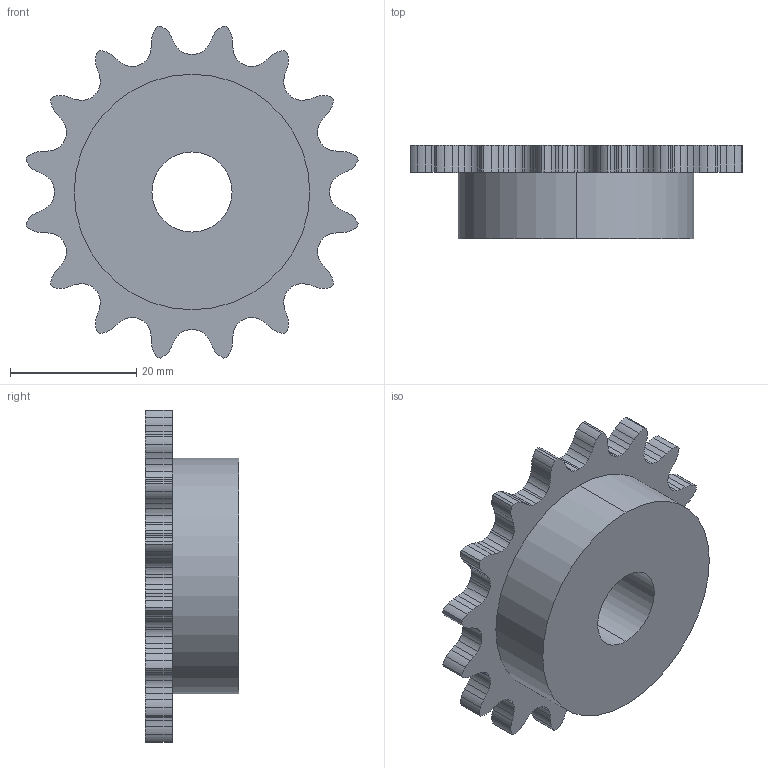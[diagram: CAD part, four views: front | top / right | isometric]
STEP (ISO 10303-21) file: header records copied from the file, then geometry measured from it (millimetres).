
FILE_DESCRIPTION((''),'2;1');
FILE_NAME('rcss-3816.stp','2001-12-29T12:37:41',('Administrator'),(''),'Autodesk Inventor (tm) 3.0','Autodesk Inventor (tm) 3.0','');
FILE_SCHEMA(('CONFIG_CONTROL_DESIGN'));
Length unit declared in the file: inch
Products named in the file (1): rcss-3816
Bounding box: 52.65 x 14.78 x 52.65 mm (x, y, z)
Volume: 17231.4 mm3; surface area: 6129.7 mm2
Topology: 1 solids, 1 shells, 231 faces, 684 edges, 456 vertices
Faces by surface type: cylinder 196, plane 35
Entity records: 8051 total; most frequent: DIRECTION 1540, CARTESIAN_POINT 1372, ORIENTED_EDGE 1368, EDGE_CURVE 684, AXIS2_PLACEMENT_3D 624, VERTEX_POINT 456, CIRCLE 392, VECTOR 292
